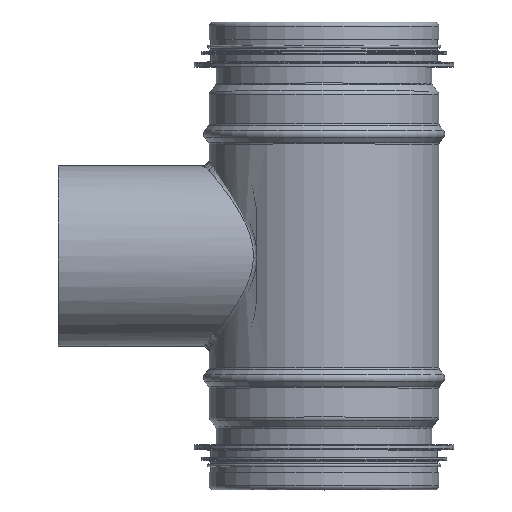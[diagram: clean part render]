
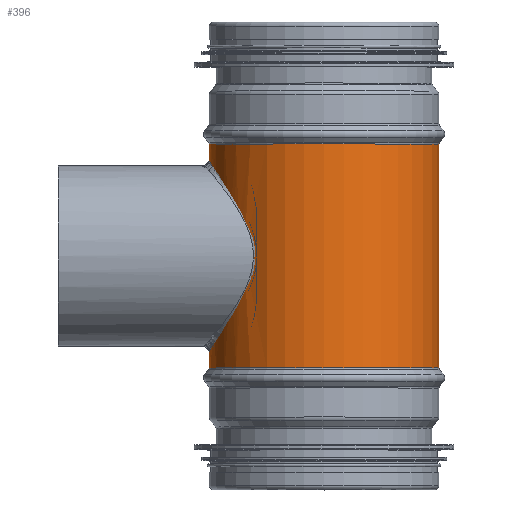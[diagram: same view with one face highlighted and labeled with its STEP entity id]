
A CAD part, top view. The second image highlights one B-rep face of the part: STEP entity #396.
In plain terms, the highlighted cylindrical face has radius 39.525 mm (diameter 79.05 mm), a full revolution.
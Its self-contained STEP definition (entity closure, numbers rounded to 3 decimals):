
#129=CARTESIAN_POINT('',(-27.525,80.0,-28.365));
#130=VERTEX_POINT('',#129);
#170=CARTESIAN_POINT('',(-27.525,80.0,28.365));
#171=VERTEX_POINT('',#170);
#194=CARTESIAN_POINT('',(-39.525,47.5,0.));
#195=VERTEX_POINT('',#194);
#196=CARTESIAN_POINT('',(-27.525,80.0,28.365));
#197=CARTESIAN_POINT('',(-27.525,78.031,28.365));
#198=CARTESIAN_POINT('',(-27.686,76.01,28.212));
#199=CARTESIAN_POINT('',(-28.32,72.005,27.575));
#200=CARTESIAN_POINT('',(-28.792,70.021,27.092));
#201=CARTESIAN_POINT('',(-29.943,66.209,25.814));
#202=CARTESIAN_POINT('',(-30.621,64.378,25.019));
#203=CARTESIAN_POINT('',(-32.048,60.958,23.164));
#204=CARTESIAN_POINT('',(-32.795,59.369,22.104));
#205=CARTESIAN_POINT('',(-34.253,56.462,19.772));
#206=CARTESIAN_POINT('',(-35.02,55.04,18.403));
#207=CARTESIAN_POINT('',(-36.466,52.477,15.339));
#208=CARTESIAN_POINT('',(-37.144,51.337,13.644));
#209=CARTESIAN_POINT('',(-38.282,49.465,10.016));
#210=CARTESIAN_POINT('',(-38.743,48.731,8.079));
#211=CARTESIAN_POINT('',(-39.365,47.748,4.087));
#212=CARTESIAN_POINT('',(-39.525,47.5,2.033));
#213=CARTESIAN_POINT('',(-39.525,47.5,0.));
#214=B_SPLINE_CURVE_WITH_KNOTS('',3,(#196,#197,#198,#199,#200,#201,#202,#203,#204,#205,#206,#207,#208,#209,#210,#211,#212,#213),.UNSPECIFIED.,.F.,.U.,(4,2,2,2,2,2,2,2,4),(0.0,0.591,1.181,1.772,2.363,2.973,3.582,4.192,4.802),.UNSPECIFIED.);
#215=EDGE_CURVE('',#171,#195,#214,.T.);
#252=CARTESIAN_POINT('',(-39.525,47.5,0.));
#253=CARTESIAN_POINT('',(-39.525,47.5,-2.033));
#254=CARTESIAN_POINT('',(-39.365,47.748,-4.087));
#255=CARTESIAN_POINT('',(-38.743,48.731,-8.079));
#256=CARTESIAN_POINT('',(-38.282,49.465,-10.016));
#257=CARTESIAN_POINT('',(-37.144,51.337,-13.644));
#258=CARTESIAN_POINT('',(-36.466,52.477,-15.339));
#259=CARTESIAN_POINT('',(-35.02,55.04,-18.403));
#260=CARTESIAN_POINT('',(-34.253,56.462,-19.772));
#261=CARTESIAN_POINT('',(-32.795,59.369,-22.104));
#262=CARTESIAN_POINT('',(-32.048,60.958,-23.164));
#263=CARTESIAN_POINT('',(-30.621,64.378,-25.019));
#264=CARTESIAN_POINT('',(-29.943,66.209,-25.814));
#265=CARTESIAN_POINT('',(-28.792,70.021,-27.092));
#266=CARTESIAN_POINT('',(-28.32,72.005,-27.575));
#267=CARTESIAN_POINT('',(-27.686,76.01,-28.212));
#268=CARTESIAN_POINT('',(-27.525,78.031,-28.365));
#269=CARTESIAN_POINT('',(-27.525,80.0,-28.365));
#270=B_SPLINE_CURVE_WITH_KNOTS('',3,(#252,#253,#254,#255,#256,#257,#258,#259,#260,#261,#262,#263,#264,#265,#266,#267,#268,#269),.UNSPECIFIED.,.F.,.U.,(4,2,2,2,2,2,2,2,4),(4.802,5.412,6.022,6.632,7.242,7.833,8.423,9.014,9.605),.UNSPECIFIED.);
#271=EDGE_CURVE('',#195,#130,#270,.T.);
#281=CARTESIAN_POINT('',(-39.525,112.5,0.0));
#282=VERTEX_POINT('',#281);
#283=CARTESIAN_POINT('',(-39.525,112.5,0.));
#284=CARTESIAN_POINT('',(-39.525,112.5,2.033));
#285=CARTESIAN_POINT('',(-39.365,112.252,4.087));
#286=CARTESIAN_POINT('',(-38.743,111.269,8.079));
#287=CARTESIAN_POINT('',(-38.282,110.535,10.016));
#288=CARTESIAN_POINT('',(-37.144,108.663,13.644));
#289=CARTESIAN_POINT('',(-36.466,107.523,15.339));
#290=CARTESIAN_POINT('',(-35.02,104.96,18.403));
#291=CARTESIAN_POINT('',(-34.253,103.538,19.772));
#292=CARTESIAN_POINT('',(-32.795,100.631,22.104));
#293=CARTESIAN_POINT('',(-32.048,99.042,23.164));
#294=CARTESIAN_POINT('',(-30.621,95.622,25.019));
#295=CARTESIAN_POINT('',(-29.943,93.791,25.814));
#296=CARTESIAN_POINT('',(-28.792,89.979,27.092));
#297=CARTESIAN_POINT('',(-28.32,87.995,27.575));
#298=CARTESIAN_POINT('',(-27.686,83.99,28.212));
#299=CARTESIAN_POINT('',(-27.525,81.969,28.365));
#300=CARTESIAN_POINT('',(-27.525,80.0,28.365));
#301=B_SPLINE_CURVE_WITH_KNOTS('',3,(#283,#284,#285,#286,#287,#288,#289,#290,#291,#292,#293,#294,#295,#296,#297,#298,#299,#300),.UNSPECIFIED.,.F.,.U.,(4,2,2,2,2,2,2,2,4),(14.407,15.017,15.627,16.237,16.846,17.437,18.028,18.618,19.209),.UNSPECIFIED.);
#302=EDGE_CURVE('',#282,#171,#301,.T.);
#304=CARTESIAN_POINT('',(-27.525,80.,-28.365));
#305=CARTESIAN_POINT('',(-27.525,81.969,-28.365));
#306=CARTESIAN_POINT('',(-27.686,83.99,-28.212));
#307=CARTESIAN_POINT('',(-28.32,87.995,-27.575));
#308=CARTESIAN_POINT('',(-28.792,89.979,-27.092));
#309=CARTESIAN_POINT('',(-29.943,93.791,-25.814));
#310=CARTESIAN_POINT('',(-30.621,95.622,-25.019));
#311=CARTESIAN_POINT('',(-32.048,99.042,-23.164));
#312=CARTESIAN_POINT('',(-32.795,100.631,-22.104));
#313=CARTESIAN_POINT('',(-34.253,103.538,-19.772));
#314=CARTESIAN_POINT('',(-35.02,104.96,-18.403));
#315=CARTESIAN_POINT('',(-36.466,107.523,-15.339));
#316=CARTESIAN_POINT('',(-37.144,108.663,-13.644));
#317=CARTESIAN_POINT('',(-38.282,110.535,-10.016));
#318=CARTESIAN_POINT('',(-38.743,111.269,-8.079));
#319=CARTESIAN_POINT('',(-39.365,112.252,-4.087));
#320=CARTESIAN_POINT('',(-39.525,112.5,-2.033));
#321=CARTESIAN_POINT('',(-39.525,112.5,0.));
#322=B_SPLINE_CURVE_WITH_KNOTS('',3,(#304,#305,#306,#307,#308,#309,#310,#311,#312,#313,#314,#315,#316,#317,#318,#319,#320,#321),.UNSPECIFIED.,.F.,.U.,(4,2,2,2,2,2,2,2,4),(9.605,10.195,10.786,11.377,11.967,12.577,13.187,13.797,14.407),.UNSPECIFIED.);
#323=EDGE_CURVE('',#130,#282,#322,.T.);
#363=CARTESIAN_POINT('',(0.0,60.75,0.0));
#364=DIRECTION('',(0.0,-1.0,0.0));
#365=DIRECTION('',(1.0,0.0,0.0));
#366=AXIS2_PLACEMENT_3D('',#363,#364,#365);
#367=CYLINDRICAL_SURFACE('',#366,39.525);
#368=CARTESIAN_POINT('',(39.525,118.5,0.0));
#369=VERTEX_POINT('',#368);
#370=CARTESIAN_POINT('',(0.0,118.5,0.0));
#371=DIRECTION('',(0.0,-1.0,0.0));
#372=DIRECTION('',(1.0,0.0,0.0));
#373=AXIS2_PLACEMENT_3D('',#370,#371,#372);
#374=CIRCLE('',#373,39.525);
#375=EDGE_CURVE('',#369,#369,#374,.T.);
#376=ORIENTED_EDGE('',*,*,#375,.T.);
#377=EDGE_LOOP('',(#376));
#378=FACE_OUTER_BOUND('',#377,.T.);
#379=ORIENTED_EDGE('',*,*,#271,.T.);
#380=ORIENTED_EDGE('',*,*,#323,.T.);
#381=ORIENTED_EDGE('',*,*,#302,.T.);
#382=ORIENTED_EDGE('',*,*,#215,.T.);
#383=EDGE_LOOP('',(#379,#380,#381,#382));
#384=FACE_BOUND('',#383,.T.);
#385=CARTESIAN_POINT('',(39.525,41.5,0.0));
#386=VERTEX_POINT('',#385);
#387=CARTESIAN_POINT('',(0.0,41.5,0.0));
#388=DIRECTION('',(0.0,-1.0,0.0));
#389=DIRECTION('',(1.0,0.0,0.0));
#390=AXIS2_PLACEMENT_3D('',#387,#388,#389);
#391=CIRCLE('',#390,39.525);
#392=EDGE_CURVE('',#386,#386,#391,.T.);
#393=ORIENTED_EDGE('',*,*,#392,.F.);
#394=EDGE_LOOP('',(#393));
#395=FACE_BOUND('',#394,.T.);
#396=ADVANCED_FACE('',(#378,#384,#395),#367,.T.);
